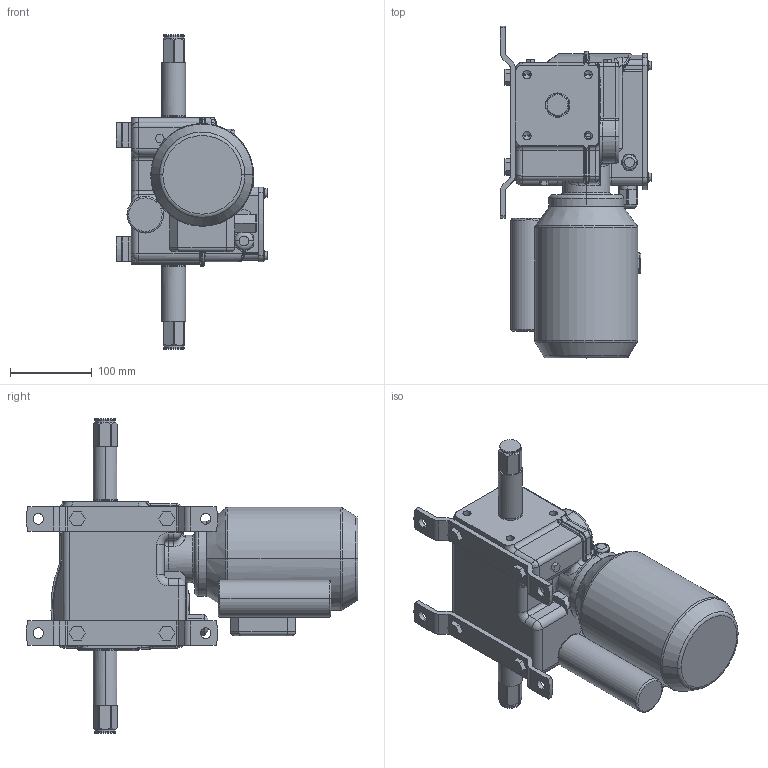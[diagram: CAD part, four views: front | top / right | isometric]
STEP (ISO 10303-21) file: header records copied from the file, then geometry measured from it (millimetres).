
FILE_DESCRIPTION (( 'STEP AP214' ), '1' );
FILE_NAME ('010210828_EWA_50_3D__DE.STEP', '2021-08-12T08:26:12', ( '' ), ( '' ), 'SwSTEP 2.0', 'SolidWorks 2020', '' );
FILE_SCHEMA (( 'AUTOMOTIVE_DESIGN' ));
Length unit declared in the file: millimetre
Products named in the file (3): 010210821_EWA_50_3D__DE; 010210763_EWA_50_3D__DE; 010210828_EWA_50_3D__DE
Assembly tree (2 placements, depth 2):
  010210828_EWA_50_3D__DE
    010210821_EWA_50_3D__DE
    010210763_EWA_50_3D__DE
Bounding box: 185 x 406.5 x 385 mm (x, y, z)
Volume: 6720994.9 mm3; surface area: 363631.1 mm2
Topology: 3 solids, 3 shells, 670 faces, 1633 edges, 983 vertices
Faces by surface type: plane 251, cylinder 232, torus 95, bspline 62, cone 24, sphere 6
Entity records: 22762 total; most frequent: CARTESIAN_POINT 7189, ORIENTED_EDGE 3228, DIRECTION 3227, EDGE_CURVE 1614, AXIS2_PLACEMENT_3D 1212, VERTEX_POINT 983, VECTOR 803, LINE 803
